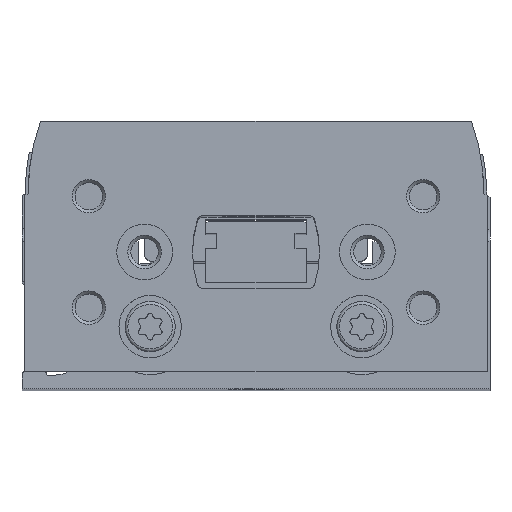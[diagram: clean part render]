
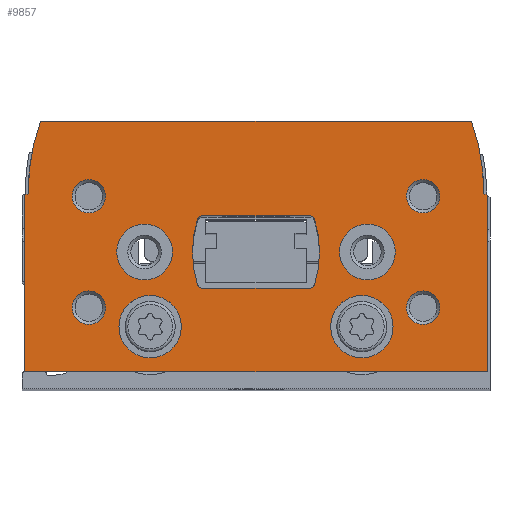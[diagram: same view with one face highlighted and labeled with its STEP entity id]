
A CAD part, top view. The second image highlights one B-rep face of the part: STEP entity #9857.
In plain terms, the highlighted planar face has unit normal (0, 0, 1).
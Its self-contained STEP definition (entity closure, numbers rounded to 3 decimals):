
#440=LINE('',#15395,#962);
#445=LINE('',#15405,#967);
#463=LINE('',#15451,#985);
#469=LINE('',#15463,#991);
#483=LINE('',#15540,#1005);
#485=LINE('',#15543,#1007);
#486=LINE('',#15577,#1008);
#487=LINE('',#15597,#1009);
#962=VECTOR('',#12656,1000.);
#967=VECTOR('',#12663,1000.);
#985=VECTOR('',#12699,1000.);
#991=VECTOR('',#12709,1000.);
#1005=VECTOR('',#12769,1000.);
#1007=VECTOR('',#12773,1000.);
#1008=VECTOR('',#12808,1000.);
#1009=VECTOR('',#12829,1000.);
#1282=PLANE('',#10745);
#2606=ORIENTED_EDGE('',*,*,#4319,.F.);
#2607=ORIENTED_EDGE('',*,*,#4320,.F.);
#2608=ORIENTED_EDGE('',*,*,#4321,.F.);
#2609=ORIENTED_EDGE('',*,*,#4322,.F.);
#2610=ORIENTED_EDGE('',*,*,#4323,.T.);
#2611=ORIENTED_EDGE('',*,*,#4324,.T.);
#2612=ORIENTED_EDGE('',*,*,#4325,.T.);
#2613=ORIENTED_EDGE('',*,*,#4326,.T.);
#2614=ORIENTED_EDGE('',*,*,#4278,.F.);
#2615=ORIENTED_EDGE('',*,*,#4299,.F.);
#2616=ORIENTED_EDGE('',*,*,#4290,.F.);
#2617=ORIENTED_EDGE('',*,*,#4287,.F.);
#2618=ORIENTED_EDGE('',*,*,#4327,.F.);
#2619=ORIENTED_EDGE('',*,*,#4328,.F.);
#2620=ORIENTED_EDGE('',*,*,#4329,.F.);
#2621=ORIENTED_EDGE('',*,*,#4281,.F.);
#2622=ORIENTED_EDGE('',*,*,#4265,.T.);
#2623=ORIENTED_EDGE('',*,*,#4259,.T.);
#2624=ORIENTED_EDGE('',*,*,#4301,.T.);
#2625=ORIENTED_EDGE('',*,*,#4230,.T.);
#2626=ORIENTED_EDGE('',*,*,#4235,.T.);
#2627=ORIENTED_EDGE('',*,*,#4239,.T.);
#2628=ORIENTED_EDGE('',*,*,#4318,.T.);
#2629=ORIENTED_EDGE('',*,*,#4271,.T.);
#4230=EDGE_CURVE('',#5204,#5203,#440,.T.);
#4235=EDGE_CURVE('',#5203,#5207,#445,.T.);
#4239=EDGE_CURVE('',#5207,#5209,#5852,.T.);
#4259=EDGE_CURVE('',#5224,#5226,#463,.T.);
#4265=EDGE_CURVE('',#5230,#5224,#469,.T.);
#4271=EDGE_CURVE('',#5235,#5230,#5858,.T.);
#4278=EDGE_CURVE('',#5239,#5240,#5861,.T.);
#4281=EDGE_CURVE('',#5240,#5241,#5862,.T.);
#4287=EDGE_CURVE('',#5245,#5246,#5865,.T.);
#4290=EDGE_CURVE('',#5246,#5248,#5866,.T.);
#4299=EDGE_CURVE('',#5248,#5239,#483,.T.);
#4301=EDGE_CURVE('',#5226,#5204,#485,.T.);
#4318=EDGE_CURVE('',#5209,#5235,#486,.T.);
#4319=EDGE_CURVE('',#5271,#5271,#5889,.T.);
#4320=EDGE_CURVE('',#5272,#5272,#5890,.T.);
#4321=EDGE_CURVE('',#5273,#5273,#5891,.T.);
#4322=EDGE_CURVE('',#5274,#5274,#5892,.T.);
#4323=EDGE_CURVE('',#5275,#5275,#5893,.T.);
#4324=EDGE_CURVE('',#5276,#5276,#5894,.T.);
#4325=EDGE_CURVE('',#5277,#5277,#5895,.T.);
#4326=EDGE_CURVE('',#5278,#5278,#5896,.T.);
#4327=EDGE_CURVE('',#5279,#5245,#5897,.T.);
#4328=EDGE_CURVE('',#5280,#5279,#487,.T.);
#4329=EDGE_CURVE('',#5241,#5280,#5898,.T.);
#5203=VERTEX_POINT('',#15394);
#5204=VERTEX_POINT('',#15396);
#5207=VERTEX_POINT('',#15404);
#5209=VERTEX_POINT('',#15411);
#5224=VERTEX_POINT('',#15445);
#5226=VERTEX_POINT('',#15450);
#5230=VERTEX_POINT('',#15461);
#5235=VERTEX_POINT('',#15476);
#5239=VERTEX_POINT('',#15490);
#5240=VERTEX_POINT('',#15492);
#5241=VERTEX_POINT('',#15500);
#5245=VERTEX_POINT('',#15513);
#5246=VERTEX_POINT('',#15515);
#5248=VERTEX_POINT('',#15524);
#5271=VERTEX_POINT('',#15580);
#5272=VERTEX_POINT('',#15582);
#5273=VERTEX_POINT('',#15584);
#5274=VERTEX_POINT('',#15586);
#5275=VERTEX_POINT('',#15588);
#5276=VERTEX_POINT('',#15590);
#5277=VERTEX_POINT('',#15592);
#5278=VERTEX_POINT('',#15594);
#5279=VERTEX_POINT('',#15596);
#5280=VERTEX_POINT('',#15598);
#5852=CIRCLE('',#10695,19.5);
#5858=CIRCLE('',#10707,19.5);
#5861=CIRCLE('',#10711,0.5);
#5862=CIRCLE('',#10713,10.);
#5865=CIRCLE('',#10717,10.);
#5866=CIRCLE('',#10719,0.5);
#5889=CIRCLE('',#10746,2.8);
#5890=CIRCLE('',#10747,2.8);
#5891=CIRCLE('',#10748,2.5);
#5892=CIRCLE('',#10749,2.5);
#5893=CIRCLE('',#10750,1.5);
#5894=CIRCLE('',#10751,1.5);
#5895=CIRCLE('',#10752,1.5);
#5896=CIRCLE('',#10753,1.5);
#5897=CIRCLE('',#10754,0.5);
#5898=CIRCLE('',#10755,0.5);
#6522=EDGE_LOOP('',(#2606));
#6523=EDGE_LOOP('',(#2607));
#6524=EDGE_LOOP('',(#2608));
#6525=EDGE_LOOP('',(#2609));
#6526=EDGE_LOOP('',(#2610));
#6527=EDGE_LOOP('',(#2611));
#6528=EDGE_LOOP('',(#2612));
#6529=EDGE_LOOP('',(#2613));
#6530=EDGE_LOOP('',(#2614,#2615,#2616,#2617,#2618,#2619,#2620,#2621));
#6531=EDGE_LOOP('',(#2622,#2623,#2624,#2625,#2626,#2627,#2628,#2629));
#7326=FACE_BOUND('',#6522,.T.);
#7327=FACE_BOUND('',#6523,.T.);
#7328=FACE_BOUND('',#6524,.T.);
#7329=FACE_BOUND('',#6525,.T.);
#7330=FACE_BOUND('',#6526,.T.);
#7331=FACE_BOUND('',#6527,.T.);
#7332=FACE_BOUND('',#6528,.T.);
#7333=FACE_BOUND('',#6529,.T.);
#7334=FACE_BOUND('',#6530,.T.);
#7335=FACE_BOUND('',#6531,.T.);
#9857=ADVANCED_FACE('',(#7326,#7327,#7328,#7329,#7330,#7331,#7332,#7333,
#7334,#7335),#1282,.T.);
#10695=AXIS2_PLACEMENT_3D('',#15412,#12670,#12671);
#10707=AXIS2_PLACEMENT_3D('',#15475,#12720,#12721);
#10711=AXIS2_PLACEMENT_3D('',#15491,#12731,#12732);
#10713=AXIS2_PLACEMENT_3D('',#15499,#12736,#12737);
#10717=AXIS2_PLACEMENT_3D('',#15514,#12746,#12747);
#10719=AXIS2_PLACEMENT_3D('',#15523,#12751,#12752);
#10745=AXIS2_PLACEMENT_3D('',#15578,#12809,#12810);
#10746=AXIS2_PLACEMENT_3D('',#15579,#12811,#12812);
#10747=AXIS2_PLACEMENT_3D('',#15581,#12813,#12814);
#10748=AXIS2_PLACEMENT_3D('',#15583,#12815,#12816);
#10749=AXIS2_PLACEMENT_3D('',#15585,#12817,#12818);
#10750=AXIS2_PLACEMENT_3D('',#15587,#12819,#12820);
#10751=AXIS2_PLACEMENT_3D('',#15589,#12821,#12822);
#10752=AXIS2_PLACEMENT_3D('',#15591,#12823,#12824);
#10753=AXIS2_PLACEMENT_3D('',#15593,#12825,#12826);
#10754=AXIS2_PLACEMENT_3D('',#15595,#12827,#12828);
#10755=AXIS2_PLACEMENT_3D('',#15599,#12830,#12831);
#12656=DIRECTION('',(0.,1.,0.));
#12663=DIRECTION('',(-0.866,0.5,0.));
#12670=DIRECTION('',(0.,0.,1.));
#12671=DIRECTION('',(1.,0.,0.));
#12699=DIRECTION('',(0.,-1.,0.));
#12709=DIRECTION('',(-0.866,-0.5,0.));
#12720=DIRECTION('',(0.,0.,1.));
#12721=DIRECTION('',(1.,0.,0.));
#12731=DIRECTION('',(0.,0.,1.));
#12732=DIRECTION('',(1.,0.,0.));
#12736=DIRECTION('',(0.,0.,1.));
#12737=DIRECTION('',(1.,0.,0.));
#12746=DIRECTION('',(0.,0.,1.));
#12747=DIRECTION('',(1.,0.,0.));
#12751=DIRECTION('',(0.,0.,1.));
#12752=DIRECTION('',(1.,0.,0.));
#12769=DIRECTION('',(-1.,0.,0.));
#12773=DIRECTION('',(1.,0.,0.));
#12808=DIRECTION('',(-1.,0.,0.));
#12809=DIRECTION('',(0.,0.,1.));
#12810=DIRECTION('',(1.,0.,0.));
#12811=DIRECTION('',(0.,0.,1.));
#12812=DIRECTION('',(1.,0.,0.));
#12813=DIRECTION('',(0.,0.,1.));
#12814=DIRECTION('',(1.,0.,0.));
#12815=DIRECTION('',(0.,0.,1.));
#12816=DIRECTION('',(1.,0.,0.));
#12817=DIRECTION('',(0.,0.,1.));
#12818=DIRECTION('',(1.,0.,0.));
#12819=DIRECTION('',(0.,0.,-1.));
#12820=DIRECTION('',(-1.,0.,0.));
#12821=DIRECTION('',(0.,0.,-1.));
#12822=DIRECTION('',(-1.,0.,0.));
#12823=DIRECTION('',(0.,0.,-1.));
#12824=DIRECTION('',(-1.,0.,0.));
#12825=DIRECTION('',(0.,0.,-1.));
#12826=DIRECTION('',(-1.,0.,0.));
#12827=DIRECTION('',(0.,0.,1.));
#12828=DIRECTION('',(1.,0.,0.));
#12829=DIRECTION('',(1.,0.,0.));
#12830=DIRECTION('',(0.,0.,1.));
#12831=DIRECTION('',(1.,0.,0.));
#15394=CARTESIAN_POINT('',(20.75,15.827,0.));
#15395=CARTESIAN_POINT('',(20.75,0.,0.));
#15396=CARTESIAN_POINT('',(20.75,0.,0.));
#15404=CARTESIAN_POINT('',(20.45,16.,0.));
#15405=CARTESIAN_POINT('',(20.75,15.827,0.));
#15411=CARTESIAN_POINT('',(19.335,22.5,0.));
#15412=CARTESIAN_POINT('',(0.95,16.,0.));
#15445=CARTESIAN_POINT('',(-20.75,15.827,0.));
#15450=CARTESIAN_POINT('',(-20.75,0.,0.));
#15451=CARTESIAN_POINT('',(-20.75,15.827,0.));
#15461=CARTESIAN_POINT('',(-20.45,16.,0.));
#15463=CARTESIAN_POINT('',(-20.45,16.,0.));
#15475=CARTESIAN_POINT('',(-0.95,16.,0.));
#15476=CARTESIAN_POINT('',(-19.335,22.5,0.));
#15490=CARTESIAN_POINT('',(-4.793,14.,0.));
#15491=CARTESIAN_POINT('',(-4.793,13.5,0.));
#15492=CARTESIAN_POINT('',(-5.272,13.645,0.));
#15499=CARTESIAN_POINT('',(4.3,10.75,0.));
#15500=CARTESIAN_POINT('',(-5.272,7.855,0.));
#15513=CARTESIAN_POINT('',(5.272,7.855,0.));
#15514=CARTESIAN_POINT('',(-4.3,10.75,0.));
#15515=CARTESIAN_POINT('',(5.272,13.645,0.));
#15523=CARTESIAN_POINT('',(4.793,13.5,0.));
#15524=CARTESIAN_POINT('',(4.793,14.,0.));
#15540=CARTESIAN_POINT('',(4.793,14.,0.));
#15543=CARTESIAN_POINT('',(-20.75,0.,0.));
#15577=CARTESIAN_POINT('',(19.335,22.5,0.));
#15578=CARTESIAN_POINT('',(0.95,16.,0.));
#15579=CARTESIAN_POINT('',(-9.5,4.05,0.));
#15580=CARTESIAN_POINT('',(-6.7,4.05,0.));
#15581=CARTESIAN_POINT('',(9.5,4.05,0.));
#15582=CARTESIAN_POINT('',(12.3,4.05,0.));
#15583=CARTESIAN_POINT('',(-10.,10.75,0.));
#15584=CARTESIAN_POINT('',(-7.5,10.75,0.));
#15585=CARTESIAN_POINT('',(10.,10.75,0.));
#15586=CARTESIAN_POINT('',(12.5,10.75,0.));
#15587=CARTESIAN_POINT('',(15.,5.75,0.));
#15588=CARTESIAN_POINT('',(13.5,5.75,0.));
#15589=CARTESIAN_POINT('',(-15.,5.75,0.));
#15590=CARTESIAN_POINT('',(-16.5,5.75,0.));
#15591=CARTESIAN_POINT('',(-15.,15.75,0.));
#15592=CARTESIAN_POINT('',(-16.5,15.75,0.));
#15593=CARTESIAN_POINT('',(15.,15.75,0.));
#15594=CARTESIAN_POINT('',(13.5,15.75,0.));
#15595=CARTESIAN_POINT('',(4.793,8.,0.));
#15596=CARTESIAN_POINT('',(4.793,7.5,0.));
#15597=CARTESIAN_POINT('',(-4.793,7.5,0.));
#15598=CARTESIAN_POINT('',(-4.793,7.5,0.));
#15599=CARTESIAN_POINT('',(-4.793,8.,0.));
